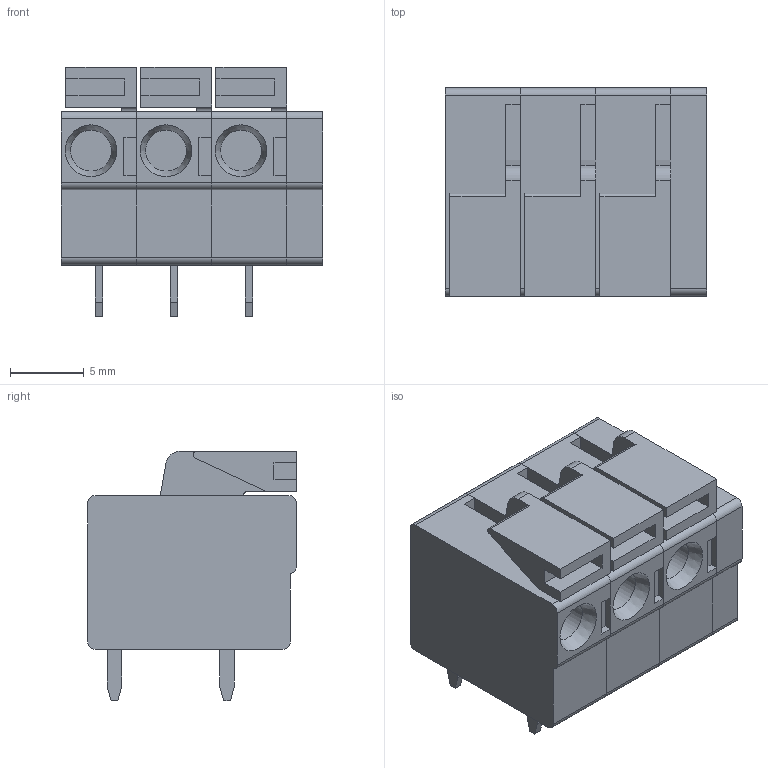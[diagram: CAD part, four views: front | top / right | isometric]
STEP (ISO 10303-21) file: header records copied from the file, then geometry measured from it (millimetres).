
FILE_DESCRIPTION( ( '' ), ' ' );
FILE_NAME( '5cbf3afa83f9ef15bea78cfa.step', '2019-04-23T16:19:07', ( '' ), ( '' ), ' ', ' ', ' ' );
FILE_SCHEMA( ( 'AUTOMOTIVE_DESIGN { 1 0 10303 214 1 1 1 1 }' ) );
Length unit declared in the file: metre
Products named in the file (10): Part 9; Part 8; Part 10; Part 6; Part 5; Part 7; DG142R-2-5.08
Bounding box: 17.68 x 14.1 x 16.9 mm (x, y, z)
Volume: 2561.1 mm3; surface area: 2985.8 mm2
Topology: 10 solids, 10 shells, 177 faces, 459 edges, 305 vertices
Faces by surface type: plane 142, cylinder 32, cone 3
Full cylindrical faces by diameter (mm): 2.772 x3
Entity records: 6848 total; most frequent: CARTESIAN_POINT 945, ORIENTED_EDGE 906, DIRECTION 894, EDGE_CURVE 453, LINE 386, VECTOR 386, VERTEX_POINT 305, AXIS2_PLACEMENT_3D 254
